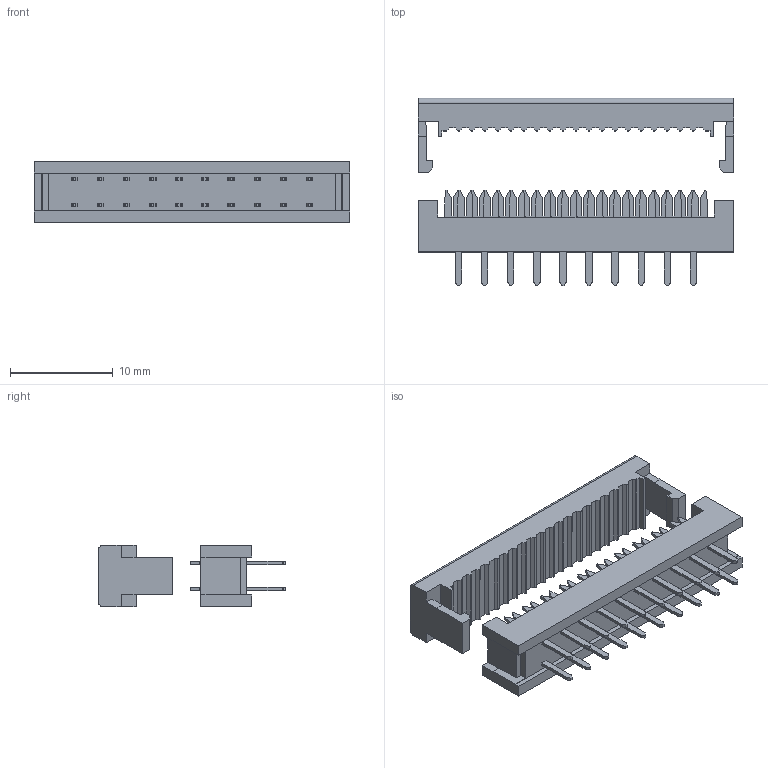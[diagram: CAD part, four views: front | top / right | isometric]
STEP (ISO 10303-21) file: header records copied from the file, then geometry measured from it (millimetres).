
FILE_DESCRIPTION(('STEP AP214'),'1');
FILE_NAME('connector_awlp20_3_2t.stp','2017-04-01T00:35:38',('TraceParts'),('TraceParts S.A.'),'Spatial InterOp 3D',' ',' ');
FILE_SCHEMA(('automotive_design'));
Length unit declared in the file: millimetre
Products named in the file (2): connector_awlp20_3_2t_1; connector_awlp20_3_2t_2
Bounding box: 30.8 x 18.3 x 6 mm (x, y, z)
Volume: 1179.6 mm3; surface area: 1723.4 mm2
Topology: 2 solids, 2 shells, 754 faces, 2130 edges, 1420 vertices
Faces by surface type: plane 531, cylinder 223
Entity records: 30383 total; most frequent: CARTESIAN_POINT 4306, ORIENTED_EDGE 4260, DIRECTION 4088, EDGE_CURVE 2130, LINE 1684, VECTOR 1684, VERTEX_POINT 1420, AXIS2_PLACEMENT_3D 1202
